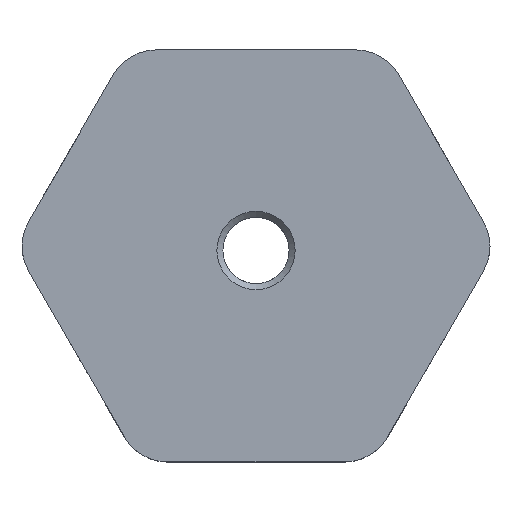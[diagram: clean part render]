
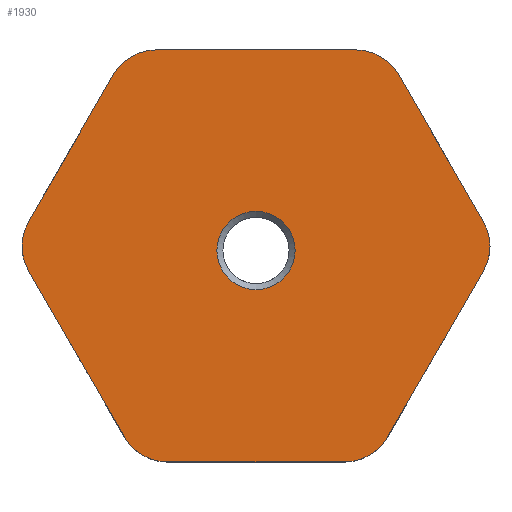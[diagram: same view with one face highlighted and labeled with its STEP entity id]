
A CAD part, top view. The second image highlights one B-rep face of the part: STEP entity #1930.
In plain terms, the highlighted planar face has unit normal (0, 0, 1).
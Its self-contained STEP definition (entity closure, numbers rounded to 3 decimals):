
#60=FACE_BOUND('',#648,.T.);
#114=LINE('',#3120,#302);
#115=LINE('',#3124,#303);
#116=LINE('',#3128,#304);
#117=LINE('',#3132,#305);
#118=LINE('',#3136,#306);
#119=LINE('',#3139,#307);
#302=VECTOR('',#2418,10.);
#303=VECTOR('',#2421,10.);
#304=VECTOR('',#2424,10.);
#305=VECTOR('',#2427,10.);
#306=VECTOR('',#2430,10.);
#307=VECTOR('',#2433,10.);
#464=PLANE('',#2112);
#543=FACE_OUTER_BOUND('',#647,.T.);
#647=EDGE_LOOP('',(#1434,#1435,#1436,#1437,#1438,#1439,#1440,#1441,#1442,
#1443,#1444,#1445));
#648=EDGE_LOOP('',(#1446));
#781=CIRCLE('',#2107,3.25);
#782=CIRCLE('',#2113,4.139);
#783=CIRCLE('',#2114,4.139);
#784=CIRCLE('',#2115,4.139);
#785=CIRCLE('',#2116,4.139);
#786=CIRCLE('',#2117,4.139);
#787=CIRCLE('',#2118,4.139);
#901=VERTEX_POINT('',#3107);
#902=VERTEX_POINT('',#3116);
#903=VERTEX_POINT('',#3117);
#904=VERTEX_POINT('',#3119);
#905=VERTEX_POINT('',#3121);
#906=VERTEX_POINT('',#3123);
#907=VERTEX_POINT('',#3125);
#908=VERTEX_POINT('',#3127);
#909=VERTEX_POINT('',#3129);
#910=VERTEX_POINT('',#3131);
#911=VERTEX_POINT('',#3133);
#912=VERTEX_POINT('',#3135);
#913=VERTEX_POINT('',#3137);
#1105=EDGE_CURVE('',#901,#901,#781,.T.);
#1110=EDGE_CURVE('',#902,#903,#782,.T.);
#1111=EDGE_CURVE('',#904,#902,#114,.T.);
#1112=EDGE_CURVE('',#905,#904,#783,.T.);
#1113=EDGE_CURVE('',#906,#905,#115,.T.);
#1114=EDGE_CURVE('',#907,#906,#784,.T.);
#1115=EDGE_CURVE('',#908,#907,#116,.T.);
#1116=EDGE_CURVE('',#909,#908,#785,.T.);
#1117=EDGE_CURVE('',#910,#909,#117,.T.);
#1118=EDGE_CURVE('',#911,#910,#786,.T.);
#1119=EDGE_CURVE('',#912,#911,#118,.T.);
#1120=EDGE_CURVE('',#913,#912,#787,.T.);
#1121=EDGE_CURVE('',#903,#913,#119,.T.);
#1434=ORIENTED_EDGE('',*,*,#1110,.F.);
#1435=ORIENTED_EDGE('',*,*,#1111,.F.);
#1436=ORIENTED_EDGE('',*,*,#1112,.F.);
#1437=ORIENTED_EDGE('',*,*,#1113,.F.);
#1438=ORIENTED_EDGE('',*,*,#1114,.F.);
#1439=ORIENTED_EDGE('',*,*,#1115,.F.);
#1440=ORIENTED_EDGE('',*,*,#1116,.F.);
#1441=ORIENTED_EDGE('',*,*,#1117,.F.);
#1442=ORIENTED_EDGE('',*,*,#1118,.F.);
#1443=ORIENTED_EDGE('',*,*,#1119,.F.);
#1444=ORIENTED_EDGE('',*,*,#1120,.F.);
#1445=ORIENTED_EDGE('',*,*,#1121,.F.);
#1446=ORIENTED_EDGE('',*,*,#1105,.F.);
#1930=ADVANCED_FACE('',(#543,#60),#464,.T.);
#2107=AXIS2_PLACEMENT_3D('',#3109,#2403,#2404);
#2112=AXIS2_PLACEMENT_3D('',#3115,#2414,#2415);
#2113=AXIS2_PLACEMENT_3D('',#3118,#2416,#2417);
#2114=AXIS2_PLACEMENT_3D('',#3122,#2419,#2420);
#2115=AXIS2_PLACEMENT_3D('',#3126,#2422,#2423);
#2116=AXIS2_PLACEMENT_3D('',#3130,#2425,#2426);
#2117=AXIS2_PLACEMENT_3D('',#3134,#2428,#2429);
#2118=AXIS2_PLACEMENT_3D('',#3138,#2431,#2432);
#2403=DIRECTION('center_axis',(0.,0.,1.));
#2404=DIRECTION('ref_axis',(1.,0.,0.));
#2414=DIRECTION('center_axis',(0.,0.,1.));
#2415=DIRECTION('ref_axis',(1.,0.,0.));
#2416=DIRECTION('center_axis',(0.,0.,-1.));
#2417=DIRECTION('ref_axis',(0.866,0.5,0.));
#2418=DIRECTION('',(1.,0.,0.));
#2419=DIRECTION('center_axis',(0.,0.,-1.));
#2420=DIRECTION('ref_axis',(0.,1.,0.));
#2421=DIRECTION('',(0.5,0.866,0.));
#2422=DIRECTION('center_axis',(0.,0.,-1.));
#2423=DIRECTION('ref_axis',(-0.866,0.5,0.));
#2424=DIRECTION('',(-0.5,0.866,0.));
#2425=DIRECTION('center_axis',(0.,0.,-1.));
#2426=DIRECTION('ref_axis',(-0.866,-0.5,0.));
#2427=DIRECTION('',(-1.,0.,0.));
#2428=DIRECTION('center_axis',(0.,0.,-1.));
#2429=DIRECTION('ref_axis',(0.,-1.,0.));
#2430=DIRECTION('',(-0.5,-0.866,0.));
#2431=DIRECTION('center_axis',(0.,0.,-1.));
#2432=DIRECTION('ref_axis',(0.866,-0.5,0.));
#2433=DIRECTION('',(0.5,-0.866,0.));
#3107=CARTESIAN_POINT('',(-3.25,-2.798,52.846));
#3109=CARTESIAN_POINT('Origin',(0.,-2.798,
52.846));
#3115=CARTESIAN_POINT('Origin',(0.,-3.25,
52.846));
#3116=CARTESIAN_POINT('',(8.266,13.85,52.846));
#3117=CARTESIAN_POINT('',(11.85,11.78,52.846));
#3118=CARTESIAN_POINT('Origin',(8.266,9.711,52.846));
#3119=CARTESIAN_POINT('',(-8.266,13.85,52.846));
#3120=CARTESIAN_POINT('',(4.133,13.85,52.846));
#3121=CARTESIAN_POINT('',(-11.85,11.78,52.846));
#3122=CARTESIAN_POINT('Origin',(-8.266,9.711,52.846));
#3123=CARTESIAN_POINT('',(-18.868,-0.374,52.846));
#3124=CARTESIAN_POINT('',(-13.623,8.71,52.846));
#3125=CARTESIAN_POINT('',(-18.868,-4.514,52.846));
#3126=CARTESIAN_POINT('Origin',(-15.283,-2.444,52.846));
#3127=CARTESIAN_POINT('',(-10.92,-18.28,52.846));
#3128=CARTESIAN_POINT('',(-16.783,-8.125,52.846));
#3129=CARTESIAN_POINT('',(-7.335,-20.35,52.846));
#3130=CARTESIAN_POINT('Origin',(-7.335,-16.211,52.846));
#3131=CARTESIAN_POINT('',(7.335,-20.35,52.846));
#3132=CARTESIAN_POINT('',(-3.668,-20.35,52.846));
#3133=CARTESIAN_POINT('',(10.92,-18.28,52.846));
#3134=CARTESIAN_POINT('Origin',(7.335,-16.211,52.846));
#3135=CARTESIAN_POINT('',(18.868,-4.514,52.846));
#3136=CARTESIAN_POINT('',(12.809,-15.008,52.846));
#3137=CARTESIAN_POINT('',(18.868,-0.374,52.846));
#3138=CARTESIAN_POINT('Origin',(15.283,-2.444,52.846));
#3139=CARTESIAN_POINT('',(17.132,2.632,52.846));
